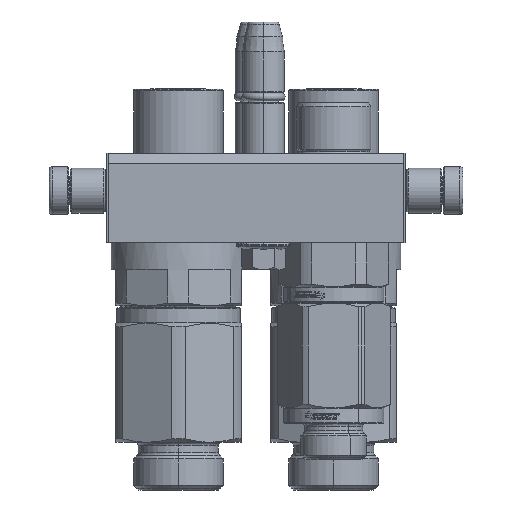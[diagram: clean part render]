
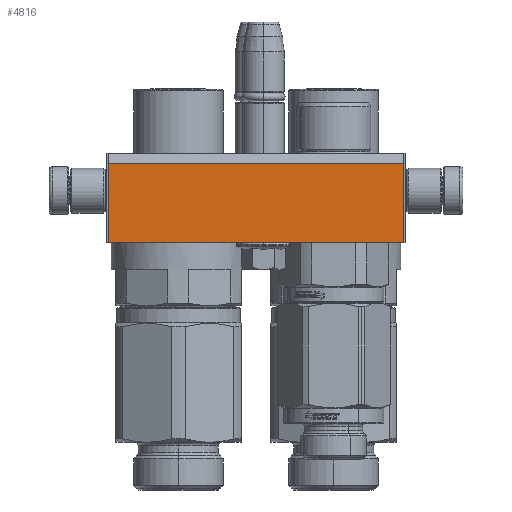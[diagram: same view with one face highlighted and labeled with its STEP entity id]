
A CAD part, left-side view. The second image highlights one B-rep face of the part: STEP entity #4816.
In plain terms, the highlighted face is planar.
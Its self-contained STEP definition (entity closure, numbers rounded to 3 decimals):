
#525 = EDGE_LOOP ( 'NONE', ( #1733, #57441, #57328, #58031 ) ) ;
#1214 = VERTEX_POINT ( 'NONE', #84118 ) ;
#1352 = CARTESIAN_POINT ( 'NONE',  ( 49.5, -15., 56. ) ) ;
#1733 = ORIENTED_EDGE ( 'NONE', *, *, #50807, .T. ) ;
#2747 = VECTOR ( 'NONE', #17312, 1000. ) ;
#4243 = CARTESIAN_POINT ( 'NONE',  ( 49.5, 11.536, 56. ) ) ;
#4816 = ADVANCED_FACE ( 'NONE', ( #46518 ), #83632, .T. ) ;
#10892 = EDGE_CURVE ( 'NONE', #17816, #46848, #70060, .T. ) ;
#11862 = CARTESIAN_POINT ( 'NONE',  ( -50., -15., 56. ) ) ;
#16781 = DIRECTION ( 'NONE',  ( 1., 0., 0. ) ) ;
#17312 = DIRECTION ( 'NONE',  ( 0., 1., 0. ) ) ;
#17816 = VERTEX_POINT ( 'NONE', #78413 ) ;
#23714 = CARTESIAN_POINT ( 'NONE',  ( -49.5, 11.536, 56. ) ) ;
#23894 = CARTESIAN_POINT ( 'NONE',  ( -49.5, -15., 56. ) ) ;
#26772 = DIRECTION ( 'NONE',  ( 0., 1., 0. ) ) ;
#31097 = VECTOR ( 'NONE', #26772, 1000. ) ;
#34997 = CARTESIAN_POINT ( 'NONE',  ( -49.5, -15., 56. ) ) ;
#36966 = VERTEX_POINT ( 'NONE', #57179 ) ;
#41436 = AXIS2_PLACEMENT_3D ( 'NONE', #11862, #64938, #84480 ) ;
#46518 = FACE_OUTER_BOUND ( 'NONE', #525, .T. ) ;
#46848 = VERTEX_POINT ( 'NONE', #4243 ) ;
#49041 = VECTOR ( 'NONE', #16781, 1000. ) ;
#50807 = EDGE_CURVE ( 'NONE', #1214, #17816, #76844, .T. ) ;
#57179 = CARTESIAN_POINT ( 'NONE',  ( -49.5, 11.536, 56. ) ) ;
#57328 = ORIENTED_EDGE ( 'NONE', *, *, #64776, .F. ) ;
#57441 = ORIENTED_EDGE ( 'NONE', *, *, #10892, .T. ) ;
#58031 = ORIENTED_EDGE ( 'NONE', *, *, #59890, .F. ) ;
#59890 = EDGE_CURVE ( 'NONE', #1214, #36966, #64013, .T. ) ;
#64013 = LINE ( 'NONE', #23894, #2747 ) ;
#64776 = EDGE_CURVE ( 'NONE', #36966, #46848, #79978, .T. ) ;
#64938 = DIRECTION ( 'NONE',  ( 0., 0., 1. ) ) ;
#70060 = LINE ( 'NONE', #1352, #31097 ) ;
#75858 = VECTOR ( 'NONE', #82371, 1000. ) ;
#76844 = LINE ( 'NONE', #34997, #49041 ) ;
#78413 = CARTESIAN_POINT ( 'NONE',  ( 49.5, -15., 56. ) ) ;
#79978 = LINE ( 'NONE', #23714, #75858 ) ;
#82371 = DIRECTION ( 'NONE',  ( 1., 0., 0. ) ) ;
#83632 = PLANE ( 'NONE',  #41436 ) ;
#84118 = CARTESIAN_POINT ( 'NONE',  ( -49.5, -15., 56. ) ) ;
#84480 = DIRECTION ( 'NONE',  ( 1., 0., 0. ) ) ;
